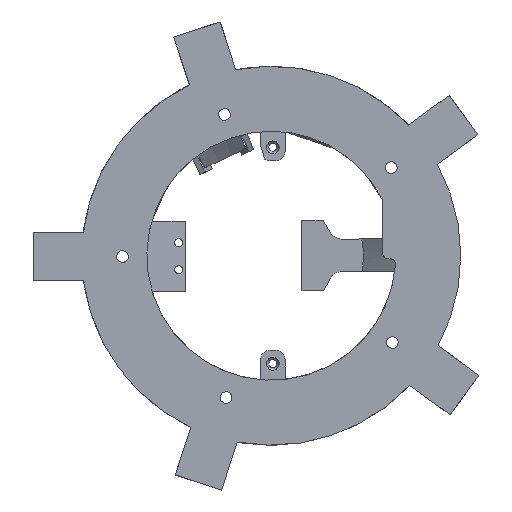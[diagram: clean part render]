
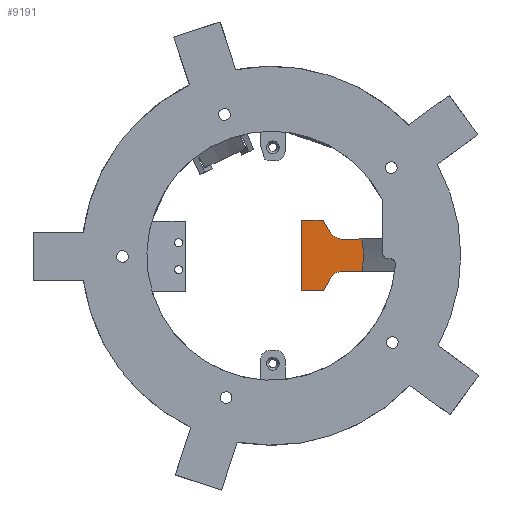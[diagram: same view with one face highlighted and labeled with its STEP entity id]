
A CAD part, front view. The second image highlights one B-rep face of the part: STEP entity #9191.
In plain terms, the highlighted planar face has unit normal (0, -1, 0).
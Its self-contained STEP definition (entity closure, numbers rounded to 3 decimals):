
#471=PLANE('',#9657);
#1024=FACE_OUTER_BOUND('',#1533,.T.);
#1533=EDGE_LOOP('',(#8538,#8539,#8540,#8541,#8542,#8543,#8544,#8545,#8546,
#8547));
#2714=LINE('',#20053,#3346);
#2717=LINE('',#20059,#3349);
#2720=LINE('',#20065,#3352);
#2722=LINE('',#20070,#3354);
#2725=LINE('',#20076,#3357);
#2729=LINE('',#20161,#3361);
#2730=LINE('',#20162,#3362);
#3346=VECTOR('',#11094,10.);
#3349=VECTOR('',#11099,10.);
#3352=VECTOR('',#11104,1000.);
#3354=VECTOR('',#11108,10.);
#3357=VECTOR('',#11113,10.);
#3361=VECTOR('',#11133,10.);
#3362=VECTOR('',#11134,10.);
#3563=CIRCLE('',#9644,5.);
#3566=CIRCLE('',#9653,5.);
#3569=CIRCLE('',#9658,34.);
#4465=VERTEX_POINT('',#20040);
#4466=VERTEX_POINT('',#20041);
#4470=VERTEX_POINT('',#20051);
#4472=VERTEX_POINT('',#20057);
#4474=VERTEX_POINT('',#20063);
#4476=VERTEX_POINT('',#20068);
#4477=VERTEX_POINT('',#20073);
#4480=VERTEX_POINT('',#20081);
#4485=VERTEX_POINT('',#20158);
#4486=VERTEX_POINT('',#20159);
#5835=EDGE_CURVE('',#4465,#4466,#3563,.T.);
#5841=EDGE_CURVE('',#4470,#4465,#2714,.T.);
#5844=EDGE_CURVE('',#4470,#4472,#2717,.T.);
#5847=EDGE_CURVE('',#4472,#4474,#2720,.T.);
#5849=EDGE_CURVE('',#4474,#4476,#2722,.T.);
#5852=EDGE_CURVE('',#4477,#4476,#2725,.T.);
#5856=EDGE_CURVE('',#4480,#4477,#3566,.T.);
#5864=EDGE_CURVE('',#4485,#4486,#3569,.T.);
#5865=EDGE_CURVE('',#4485,#4466,#2729,.T.);
#5866=EDGE_CURVE('',#4480,#4486,#2730,.T.);
#8538=ORIENTED_EDGE('',*,*,#5864,.F.);
#8539=ORIENTED_EDGE('',*,*,#5865,.T.);
#8540=ORIENTED_EDGE('',*,*,#5835,.F.);
#8541=ORIENTED_EDGE('',*,*,#5841,.F.);
#8542=ORIENTED_EDGE('',*,*,#5844,.T.);
#8543=ORIENTED_EDGE('',*,*,#5847,.T.);
#8544=ORIENTED_EDGE('',*,*,#5849,.T.);
#8545=ORIENTED_EDGE('',*,*,#5852,.F.);
#8546=ORIENTED_EDGE('',*,*,#5856,.F.);
#8547=ORIENTED_EDGE('',*,*,#5866,.T.);
#9191=ADVANCED_FACE('',(#1024),#471,.F.);
#9644=AXIS2_PLACEMENT_3D('',#20042,#11084,#11085);
#9653=AXIS2_PLACEMENT_3D('',#20083,#11120,#11121);
#9657=AXIS2_PLACEMENT_3D('',#20157,#11129,#11130);
#9658=AXIS2_PLACEMENT_3D('',#20160,#11131,#11132);
#11084=DIRECTION('center_axis',(0.,-1.,0.));
#11085=DIRECTION('ref_axis',(-0.497,0.,-0.868));
#11094=DIRECTION('',(0.501,0.,-0.865));
#11099=DIRECTION('',(-1.,0.,-0.006));
#11104=DIRECTION('',(0.006,0.,-1.));
#11108=DIRECTION('',(1.,0.,0.006));
#11113=DIRECTION('',(-0.491,0.,-0.871));
#11120=DIRECTION('center_axis',(0.,-1.,0.));
#11121=DIRECTION('ref_axis',(-0.507,0.,0.862));
#11129=DIRECTION('center_axis',(0.,1.,0.));
#11130=DIRECTION('ref_axis',(-0.006,0.,
1.));
#11131=DIRECTION('center_axis',(0.,1.,0.));
#11132=DIRECTION('ref_axis',(0.162,0.,-0.987));
#11133=DIRECTION('',(-1.,0.,-0.006));
#11134=DIRECTION('',(1.,0.,0.006));
#20040=CARTESIAN_POINT('',(62.54,67.108,101.524));
#20041=CARTESIAN_POINT('',(66.896,67.108,99.03));
#20042=CARTESIAN_POINT('Origin',(66.867,67.108,104.03));
#20051=CARTESIAN_POINT('',(59.954,67.108,105.99));
#20053=CARTESIAN_POINT('',(61.399,67.108,103.494));
#20057=CARTESIAN_POINT('',(51.954,67.108,105.944));
#20059=CARTESIAN_POINT('',(46.33,67.108,105.912));
#20063=CARTESIAN_POINT('',(52.104,67.108,79.944));
#20065=CARTESIAN_POINT('',(51.954,67.108,105.944));
#20068=CARTESIAN_POINT('',(60.104,67.108,79.99));
#20070=CARTESIAN_POINT('',(52.979,67.108,79.949));
#20073=CARTESIAN_POINT('',(62.638,67.108,84.486));
#20076=CARTESIAN_POINT('',(61.52,67.108,82.502));
#20081=CARTESIAN_POINT('',(66.965,67.108,87.03));
#20083=CARTESIAN_POINT('Origin',(66.994,67.108,82.03));
#20157=CARTESIAN_POINT('Origin',(40.779,67.108,92.88));
#20158=CARTESIAN_POINT('',(74.211,67.108,99.072));
#20159=CARTESIAN_POINT('',(74.28,67.108,87.072));
#20160=CARTESIAN_POINT('Origin',(40.779,67.108,92.88));
#20161=CARTESIAN_POINT('',(46.37,67.108,98.912));
#20162=CARTESIAN_POINT('',(52.939,67.108,86.949));
